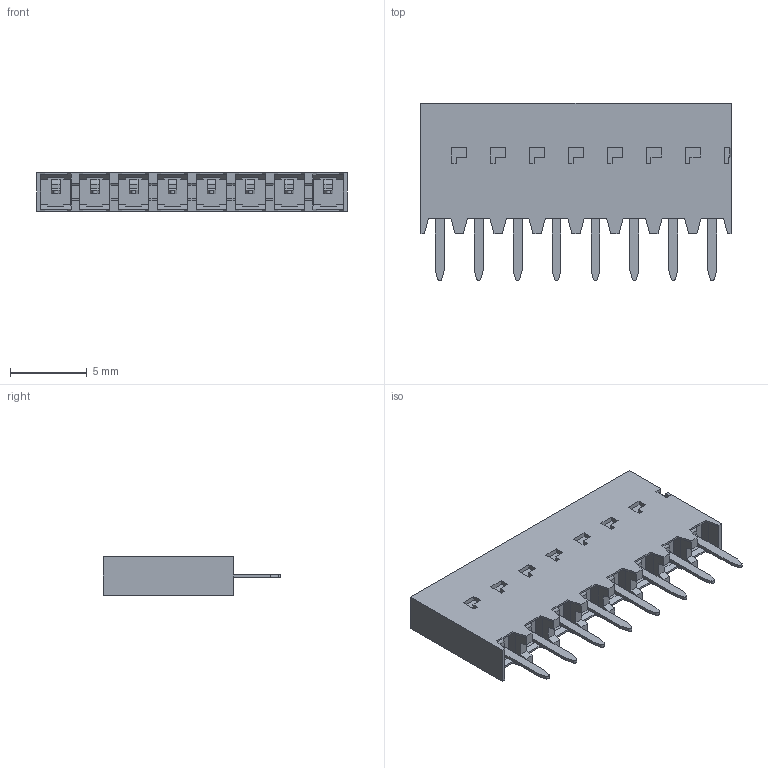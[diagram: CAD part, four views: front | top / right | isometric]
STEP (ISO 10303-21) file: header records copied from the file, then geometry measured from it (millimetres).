
FILE_DESCRIPTION(/* description */ (''),/* implementation_level */ '2;1');
FILE_NAME(/* name */ '75915-308LFc.stp',/* time_stamp */ '2021-09-19T19:39:48+02:00',/* author */ ('Kenny Begue-Besson'),/* organization */ ('FCI - ELX Division'),/* preprocessor_version */ 'ST-DEVELOPER v17',/* originating_system */ 'Autodesk Inventor 2019',/* authorisation */ '');
FILE_SCHEMA (('CONFIG_CONTROL_DESIGN'));
Length unit declared in the file: millimetre
Products named in the file (1): 75915-308LFc
Bounding box: 20.24 x 11.56 x 2.5 mm (x, y, z)
Volume: 356.1 mm3; surface area: 669.1 mm2
Topology: 1 solids, 1 shells, 644 faces, 1588 edges, 984 vertices
Faces by surface type: plane 604, cylinder 40
Entity records: 19097 total; most frequent: CARTESIAN_POINT 3217, ORIENTED_EDGE 3176, DIRECTION 2958, EDGE_CURVE 1588, LINE 1508, VECTOR 1508, VERTEX_POINT 984, AXIS2_PLACEMENT_3D 725
